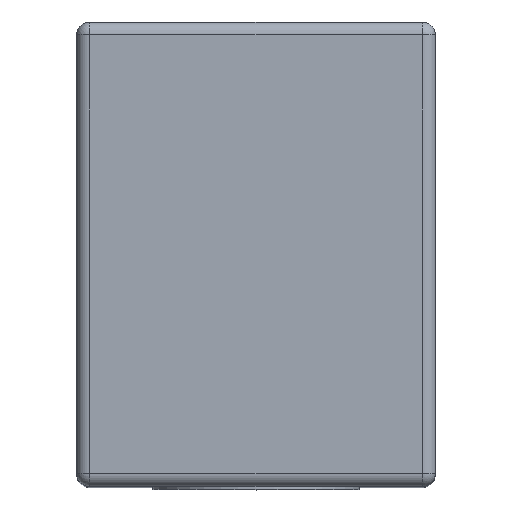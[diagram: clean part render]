
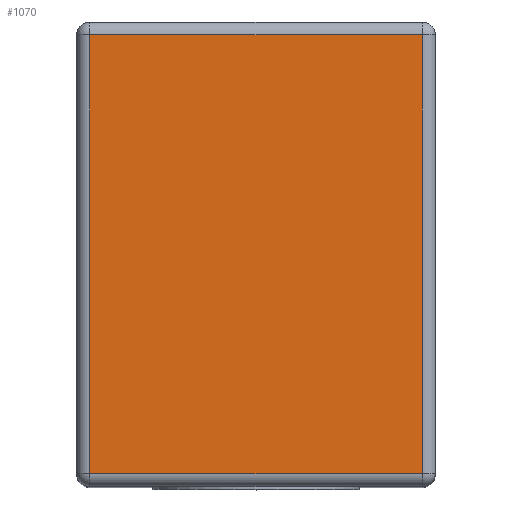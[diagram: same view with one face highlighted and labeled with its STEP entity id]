
A CAD part, top view. The second image highlights one B-rep face of the part: STEP entity #1070.
In plain terms, the highlighted planar face has unit normal (0, 0, 1).
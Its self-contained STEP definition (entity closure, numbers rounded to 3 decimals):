
#56=DIRECTION('',(1.,0.,0.));
#57=VECTOR('',#56,12.9);
#58=CARTESIAN_POINT('',(-6.45,-8.5,0.));
#59=LINE('',#58,#57);
#64=DIRECTION('',(0.,-1.,0.));
#65=VECTOR('',#64,17.);
#66=CARTESIAN_POINT('',(-6.45,8.5,0.));
#67=LINE('',#66,#65);
#71=DIRECTION('',(-1.,0.,0.));
#72=VECTOR('',#71,12.9);
#73=CARTESIAN_POINT('',(6.45,8.5,0.));
#74=LINE('',#73,#72);
#78=DIRECTION('',(0.,1.,0.));
#79=VECTOR('',#78,17.);
#80=CARTESIAN_POINT('',(6.45,-8.5,0.));
#81=LINE('',#80,#79);
#927=CARTESIAN_POINT('',(-6.45,-8.5,0.));
#928=CARTESIAN_POINT('',(6.45,-8.5,0.));
#929=VERTEX_POINT('',#927);
#930=VERTEX_POINT('',#928);
#935=CARTESIAN_POINT('',(6.45,8.5,0.));
#936=VERTEX_POINT('',#935);
#937=CARTESIAN_POINT('',(-6.45,8.5,0.));
#938=VERTEX_POINT('',#937);
#1055=CARTESIAN_POINT('',(0.,0.,0.));
#1056=DIRECTION('',(0.,0.,1.));
#1057=DIRECTION('',(1.,0.,0.));
#1058=AXIS2_PLACEMENT_3D('',#1055,#1056,#1057);
#1059=PLANE('',#1058);
#1061=ORIENTED_EDGE('',*,*,#1060,.F.);
#1063=ORIENTED_EDGE('',*,*,#1062,.F.);
#1065=ORIENTED_EDGE('',*,*,#1064,.F.);
#1067=ORIENTED_EDGE('',*,*,#1066,.F.);
#1068=EDGE_LOOP('',(#1061,#1063,#1065,#1067));
#1069=FACE_OUTER_BOUND('',#1068,.F.);
#1070=ADVANCED_FACE('',(#1069),#1059,.T.);
#1060=EDGE_CURVE('',#929,#930,#59,.T.);
#1062=EDGE_CURVE('',#938,#929,#67,.T.);
#1064=EDGE_CURVE('',#936,#938,#74,.T.);
#1066=EDGE_CURVE('',#930,#936,#81,.T.);
